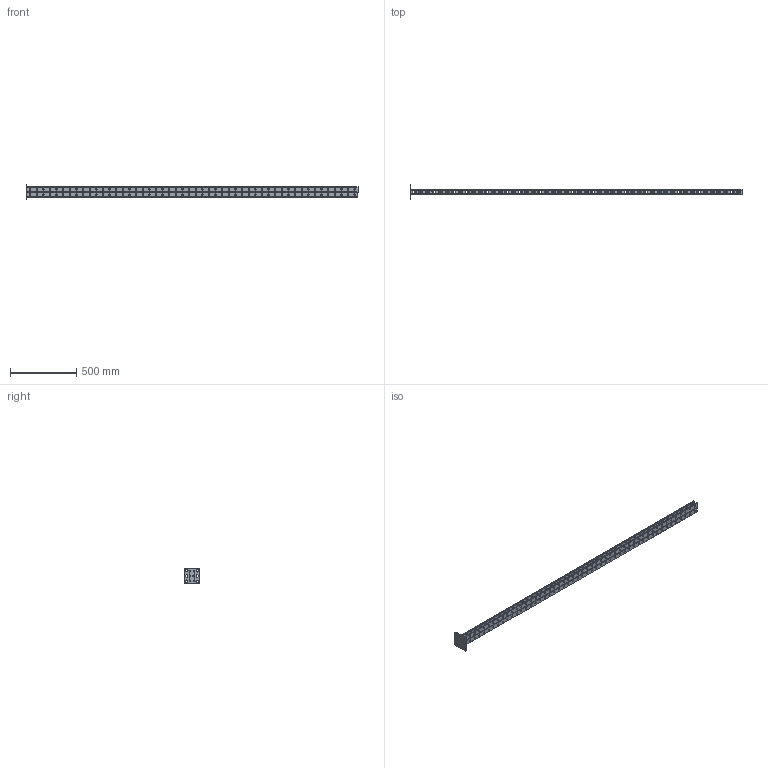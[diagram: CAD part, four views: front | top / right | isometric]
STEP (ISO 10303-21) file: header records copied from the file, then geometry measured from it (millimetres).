
FILE_DESCRIPTION (( 'STEP AP203' ), '1' );
FILE_NAME ('Êðîíøòåéí ïîòîëî÷íûé äâîéíîé_h41-2500.step', '2022-01-27T08:06:59', ( '' ), ( '' ), 'SwSTEP 2.0', 'SolidWorks 2017', '' );
FILE_SCHEMA (( 'CONFIG_CONTROL_DESIGN' ));
Length unit declared in the file: millimetre
Products named in the file (3): STRUT-镳铘桦黖h41-2500; Êðîíøòåéí ïîòîëî÷íûé äâîéíîé_h41-2500; Ïÿòêà ïîòîëî÷êàÿ
Assembly tree (3 placements, depth 2):
  Êðîíøòåéí ïîòîëî÷íûé äâîéíîé_h41-2500
    Ïÿòêà ïîòîëî÷êàÿ
    STRUT-镳铘桦黖h41-2500  x2
Bounding box: 2506 x 120 x 120 mm (x, y, z)
Volume: 1611306.7 mm3; surface area: 1345141 mm2
Topology: 3 solids, 3 shells, 4486 faces, 13438 edges, 8958 vertices
Faces by surface type: plane 3856, cylinder 630
Entity records: 76125 total; most frequent: CARTESIAN_POINT 13550, ORIENTED_EDGE 13540, DIRECTION 11952, EDGE_CURVE 6770, LINE 6122, VECTOR 6122, VERTEX_POINT 4513, AXIS2_PLACEMENT_3D 2915
